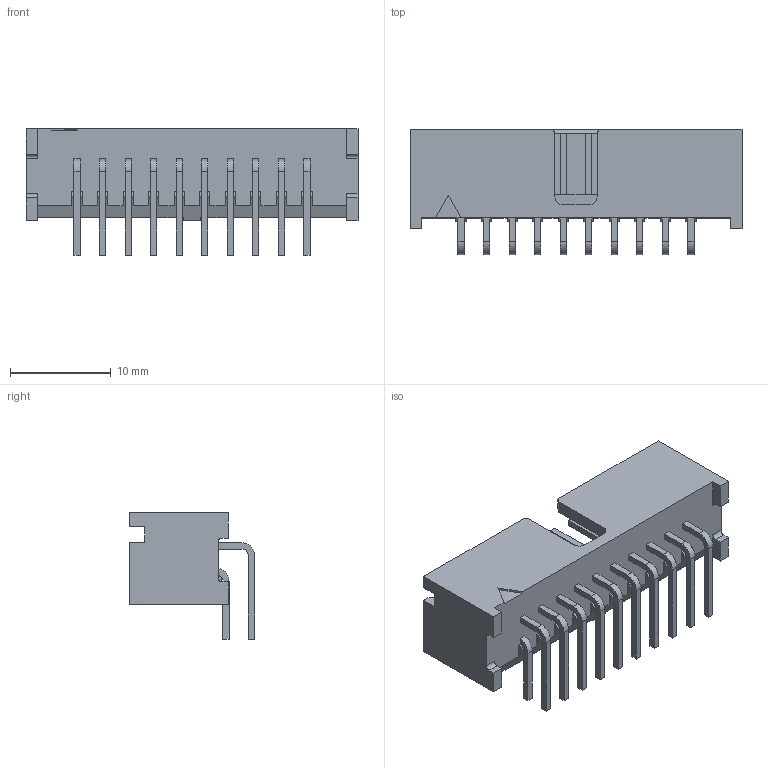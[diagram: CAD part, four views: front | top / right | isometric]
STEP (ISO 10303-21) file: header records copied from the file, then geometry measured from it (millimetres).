
FILE_DESCRIPTION((''),'2;1');
FILE_NAME('TYCO_5103310-5.stp','2012-06-13T18:08:50',(''),(''),'Mechanical Desktop 2011','Mechanical Desktop 2011',', , ');
FILE_SCHEMA(('AUTOMOTIVE_DESIGN { 1 2 10303 214 1 1 1 1 }'));
Length unit declared in the file: millimetre
Products named in the file (1): Product
Bounding box: 33.02 x 12.45 x 12.57 mm (x, y, z)
Volume: 1284.7 mm3; surface area: 2518.6 mm2
Topology: 41 solids, 41 shells, 413 faces, 983 edges, 652 vertices
Faces by surface type: plane 287, cylinder 66, bspline 60
Entity records: 11814 total; most frequent: CARTESIAN_POINT 2229, ORIENTED_EDGE 1966, DIRECTION 1829, EDGE_CURVE 983, VECTOR 845, LINE 845, VERTEX_POINT 652, AXIS2_PLACEMENT_3D 492
